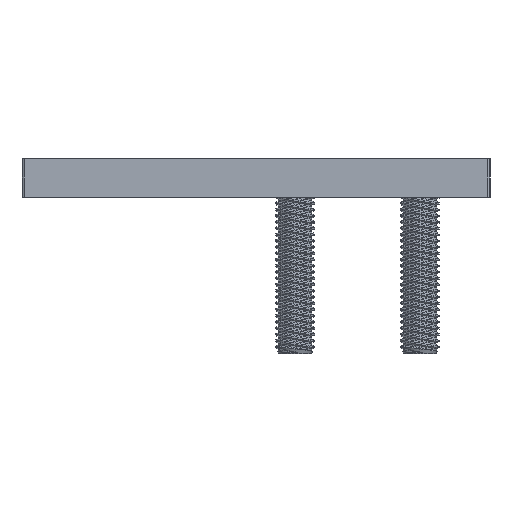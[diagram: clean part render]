
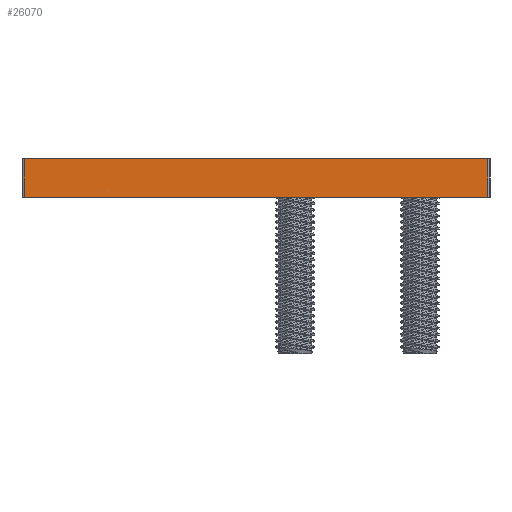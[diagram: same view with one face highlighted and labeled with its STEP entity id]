
A CAD part, left-side view. The second image highlights one B-rep face of the part: STEP entity #26070.
In plain terms, the highlighted planar face has unit normal (-1, 0, 0).
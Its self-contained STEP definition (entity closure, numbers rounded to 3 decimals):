
#6080=CARTESIAN_POINT('',(-34.519,9.887,0.));
#6090=VERTEX_POINT('',#6080);
#6120=CARTESIAN_POINT('',(-34.519,69.587,0.));
#6130=DIRECTION('',(0.,-1.,0.));
#6140=VECTOR('',#6130,1.);
#6150=LINE('',#6120,#6140);
#6160=CARTESIAN_POINT('',(-34.519,69.287,0.));
#6170=VERTEX_POINT('',#6160);
#6180=EDGE_CURVE('',#6170,#6090,#6150,.T.);
#16460=CARTESIAN_POINT('',(-34.519,9.887,-5.));
#16470=VERTEX_POINT('',#16460);
#16970=CARTESIAN_POINT('',(-34.519,69.287,-5.));
#16980=VERTEX_POINT('',#16970);
#17010=CARTESIAN_POINT('',(-34.519,69.587,-5.));
#17020=DIRECTION('',(0.,-1.,0.));
#17030=VECTOR('',#17020,1.);
#17040=LINE('',#17010,#17030);
#17050=EDGE_CURVE('',#16980,#16470,#17040,.T.);
#25860=CARTESIAN_POINT('',(-34.519,69.587,0.));
#25870=DIRECTION('',(-1.,0.,0.));
#25880=DIRECTION('',(0.,1.,0.));
#25890=AXIS2_PLACEMENT_3D('',#25860,#25870,#25880);
#25900=PLANE('',#25890);
#25910=ORIENTED_EDGE('',*,*,#6180,.F.);
#25920=CARTESIAN_POINT('',(-34.519,9.887,0.));
#25930=DIRECTION('',(0.,0.,-1.));
#25940=VECTOR('',#25930,1.);
#25950=LINE('',#25920,#25940);
#25960=EDGE_CURVE('',#6090,#16470,#25950,.T.);
#25970=ORIENTED_EDGE('',*,*,#25960,.F.);
#25980=ORIENTED_EDGE('',*,*,#17050,.T.);
#25990=CARTESIAN_POINT('',(-34.519,69.287,0.));
#26000=DIRECTION('',(0.,0.,-1.));
#26010=VECTOR('',#26000,1.);
#26020=LINE('',#25990,#26010);
#26030=EDGE_CURVE('',#6170,#16980,#26020,.T.);
#26040=ORIENTED_EDGE('',*,*,#26030,.T.);
#26050=EDGE_LOOP('',(#26040,#25980,#25970,#25910));
#26060=FACE_OUTER_BOUND('',#26050,.T.);
#26070=ADVANCED_FACE('',(#26060),#25900,.T.);
